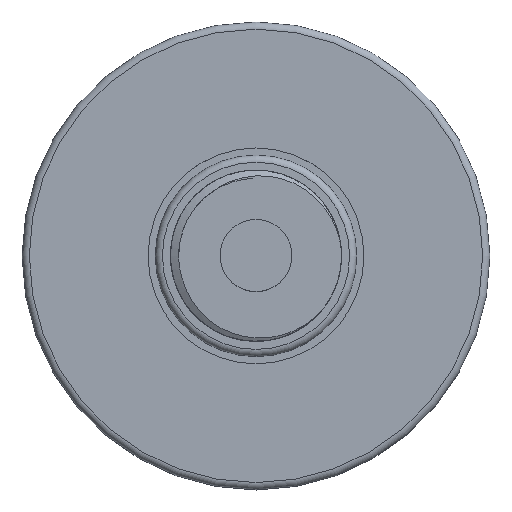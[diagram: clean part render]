
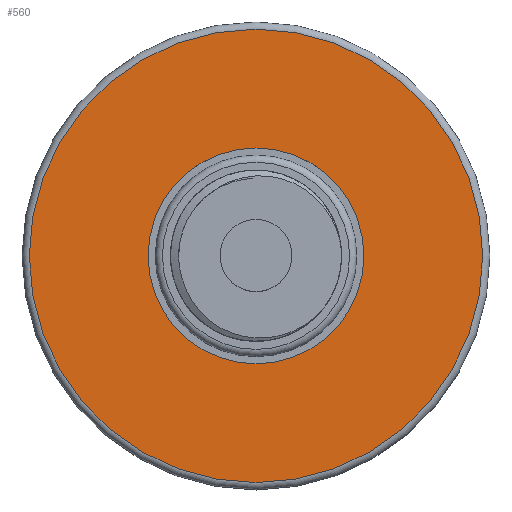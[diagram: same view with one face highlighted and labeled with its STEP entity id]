
A CAD part, top view. The second image highlights one B-rep face of the part: STEP entity #560.
In plain terms, the highlighted planar face has unit normal (0, 0, 1).
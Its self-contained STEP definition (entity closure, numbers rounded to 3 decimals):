
#17=FACE_BOUND('',#97,.T.);
#22=PLANE('',#623);
#59=FACE_OUTER_BOUND('',#96,.T.);
#96=EDGE_LOOP('',(#485));
#97=EDGE_LOOP('',(#486));
#116=CIRCLE('',#613,7.5);
#118=CIRCLE('',#617,15.75);
#253=VERTEX_POINT('',#3060);
#255=VERTEX_POINT('',#3067);
#329=EDGE_CURVE('',#253,#253,#116,.T.);
#332=EDGE_CURVE('',#255,#255,#118,.T.);
#485=ORIENTED_EDGE('',*,*,#332,.F.);
#486=ORIENTED_EDGE('',*,*,#329,.T.);
#560=ADVANCED_FACE('',(#59,#17),#22,.T.);
#613=AXIS2_PLACEMENT_3D('',#3061,#718,#719);
#617=AXIS2_PLACEMENT_3D('',#3068,#727,#728);
#623=AXIS2_PLACEMENT_3D('',#3078,#740,#741);
#718=DIRECTION('center_axis',(0.,0.,-1.));
#719=DIRECTION('ref_axis',(-1.,0.,0.));
#727=DIRECTION('center_axis',(0.,0.,-1.));
#728=DIRECTION('ref_axis',(-1.,0.,0.));
#740=DIRECTION('center_axis',(0.,0.,1.));
#741=DIRECTION('ref_axis',(1.,0.,0.));
#3060=CARTESIAN_POINT('',(7.5,0.,146.05));
#3061=CARTESIAN_POINT('Origin',(0.,0.,146.05));
#3067=CARTESIAN_POINT('',(-15.75,0.,146.05));
#3068=CARTESIAN_POINT('Origin',(0.,0.,146.05));
#3078=CARTESIAN_POINT('Origin',(0.,0.,146.05));
